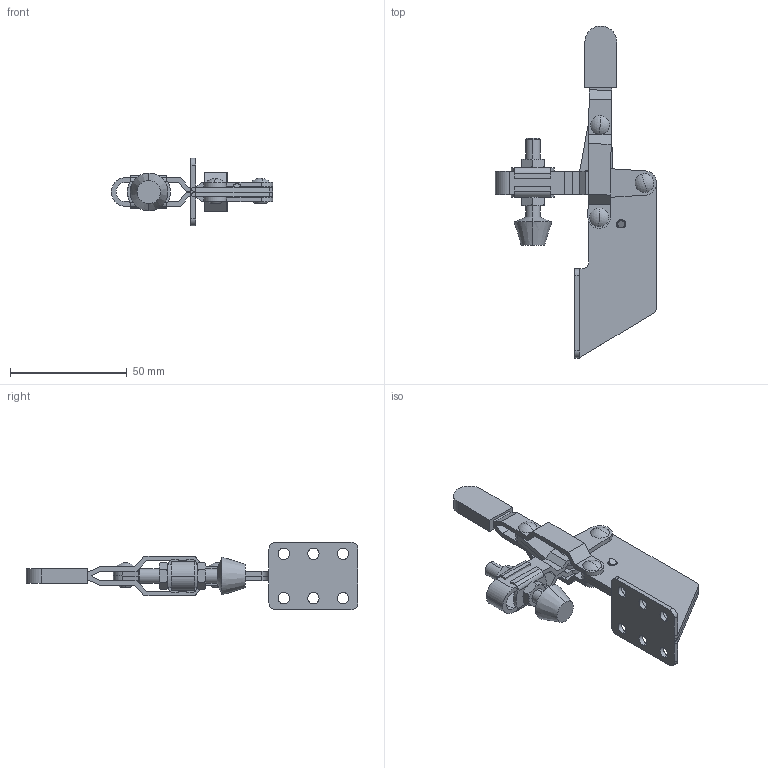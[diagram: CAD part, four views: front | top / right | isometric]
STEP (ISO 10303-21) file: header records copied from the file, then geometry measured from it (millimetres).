
FILE_DESCRIPTION (( 'STEP AP214' ), '1' );
FILE_NAME ('GH-106-B(Â²¤Æ)-1.STEP', '2020-05-14T06:57:36', ( 'LinWei' ), ( '' ), 'SwSTEP 2.0', 'SolidWorks 2016', '' );
FILE_SCHEMA (( 'AUTOMOTIVE_DESIGN' ));
Length unit declared in the file: millimetre
Products named in the file (6): Group1^GH-106-B(簡化)-1; 零件25^GH-106-B(簡化)-1; Group5^GH-106-B(簡化)-1; Group2^GH-106-B(簡化)-1; Group4^GH-106-B(簡化)-1; GH-106-B(簡化)-1
Assembly tree (5 placements, depth 2):
  GH-106-B(簡化)-1
    Group4^GH-106-B(簡化)-1
    Group2^GH-106-B(簡化)-1
    Group5^GH-106-B(簡化)-1
    零件25^GH-106-B(簡化)-1
    Group1^GH-106-B(簡化)-1
Bounding box: 69 x 142.05 x 29 mm (x, y, z)
Volume: 22881.2 mm3; surface area: 18726.9 mm2
Topology: 5 solids, 5 shells, 298 faces, 739 edges, 467 vertices
Faces by surface type: plane 151, cylinder 94, cone 30, torus 11, sphere 8, bspline 4
Entity records: 10146 total; most frequent: CARTESIAN_POINT 2027, DIRECTION 1522, ORIENTED_EDGE 1474, EDGE_CURVE 737, AXIS2_PLACEMENT_3D 558, VERTEX_POINT 467, VECTOR 406, LINE 406
